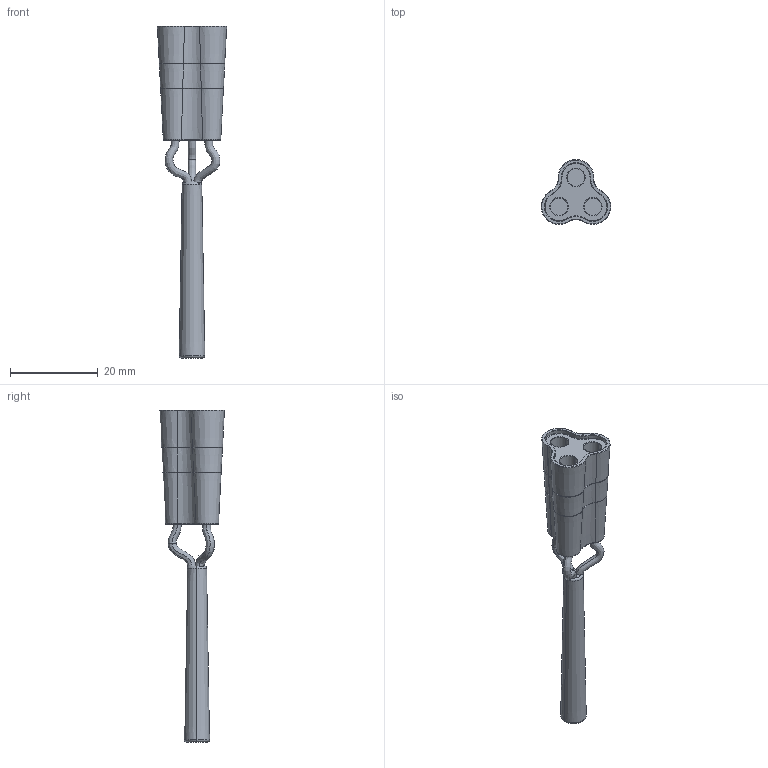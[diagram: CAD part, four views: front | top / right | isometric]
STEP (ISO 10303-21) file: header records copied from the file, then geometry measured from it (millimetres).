
FILE_DESCRIPTION (( 'STEP AP214' ), '1' );
FILE_NAME ('3 eyed cannon.STEP', '2020-11-21T10:10:56', ( 'User' ), ( '' ), 'SwSTEP 2.0', 'SolidWorks 2018', '' );
FILE_SCHEMA (( 'AUTOMOTIVE_DESIGN' ));
Length unit declared in the file: millimetre
Products named in the file (1): 3 eyed cannon
Bounding box: 15.77 x 14.75 x 75.5 mm (x, y, z)
Volume: 3344.2 mm3; surface area: 3467.6 mm2
Topology: 3 solids, 3 shells, 184 faces, 441 edges, 266 vertices
Faces by surface type: cone 79, torus 65, cylinder 18, plane 13, bspline 9
Entity records: 7240 total; most frequent: CARTESIAN_POINT 2709, DIRECTION 1083, ORIENTED_EDGE 882, AXIS2_PLACEMENT_3D 493, EDGE_CURVE 441, CIRCLE 317, VERTEX_POINT 266, EDGE_LOOP 203
